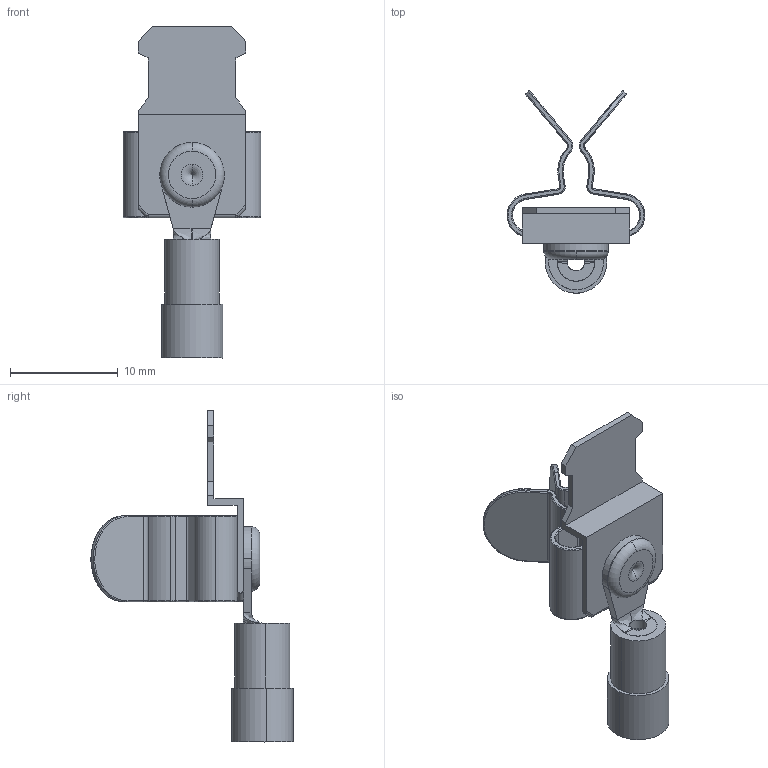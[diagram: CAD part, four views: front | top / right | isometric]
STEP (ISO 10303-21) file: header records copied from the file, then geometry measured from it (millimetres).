
FILE_DESCRIPTION (( 'STEP AP214' ), '1' );
FILE_NAME ('1016-101.STEP', '2024-07-31T12:48:47', ( '' ), ( '' ), 'SwSTEP 2.0', 'SolidWorks 2022', '' );
FILE_SCHEMA (( 'AUTOMOTIVE_DESIGN' ));
Length unit declared in the file: millimetre
Products named in the file (5): 1010-001.Kunden SLDPRT; 8010-015; 3x1,5_1,8mm Blechstärke; 1016-101; 1022-052 .
Assembly tree (4 placements, depth 2):
  1016-101
    8010-015
    3x1,5_1,8mm Blechstärke
    1010-001.Kunden SLDPRT
    1022-052 .
Bounding box: 12.79 x 18.75 x 30.81 mm (x, y, z)
Volume: 548.4 mm3; surface area: 1859.3 mm2
Topology: 5 solids, 5 shells, 382 faces, 949 edges, 592 vertices
Faces by surface type: plane 159, bspline 119, cylinder 95, torus 4, cone 3, sphere 2
Entity records: 18243 total; most frequent: CARTESIAN_POINT 6843, ORIENTED_EDGE 1874, DIRECTION 1528, EDGE_CURVE 937, VERTEX_POINT 592, VECTOR 512, LINE 512, AXIS2_PLACEMENT_3D 508
